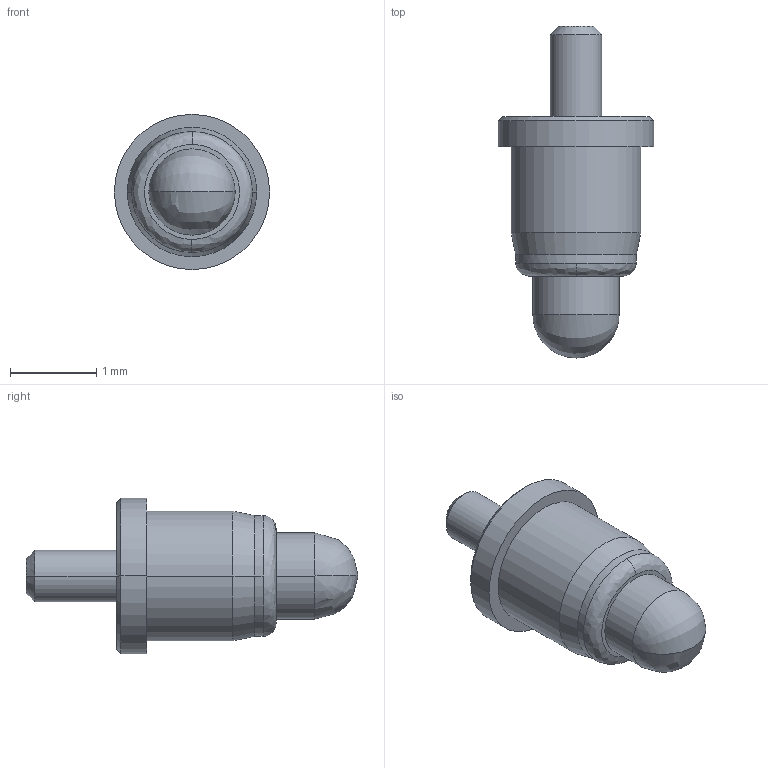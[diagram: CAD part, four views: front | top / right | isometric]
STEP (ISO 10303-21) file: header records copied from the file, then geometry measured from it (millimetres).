
FILE_DESCRIPTION (( 'STEP AP214' ), '1' );
FILE_NAME ('UEBK-13663_step.STEP', '2023-10-08T16:55:32', ( '' ), ( '' ), 'SwSTEP 2.0', 'SolidWorks 2022', '' );
FILE_SCHEMA (( 'AUTOMOTIVE_DESIGN' ));
Length unit declared in the file: millimetre
Products named in the file (1): UEBK-13663_step
Bounding box: 1.8 x 3.85 x 1.8 mm (x, y, z)
Volume: 4.3 mm3; surface area: 17.4 mm2
Topology: 1 solids, 1 shells, 24 faces, 54 edges, 31 vertices
Faces by surface type: cylinder 10, cone 6, bspline 4, plane 4
Entity records: 788 total; most frequent: CARTESIAN_POINT 246, DIRECTION 114, ORIENTED_EDGE 100, EDGE_CURVE 50, AXIS2_PLACEMENT_3D 49, VERTEX_POINT 31, CIRCLE 28, EDGE_LOOP 27
